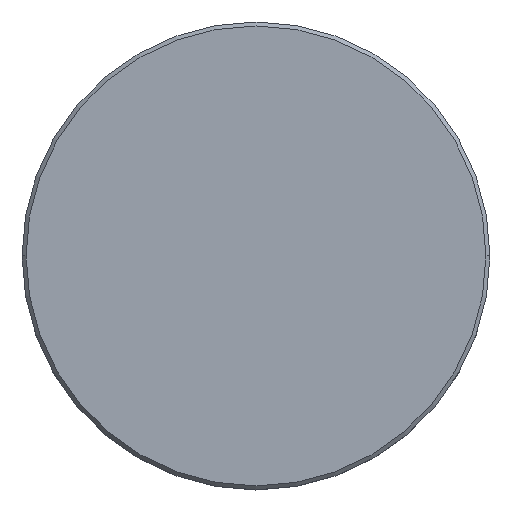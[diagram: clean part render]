
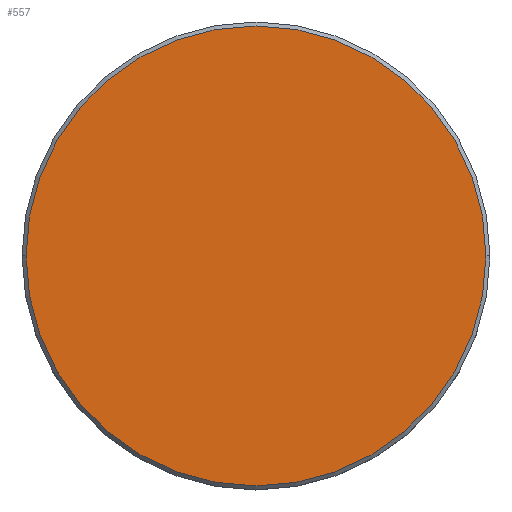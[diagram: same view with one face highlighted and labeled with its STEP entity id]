
A CAD part, top view. The second image highlights one B-rep face of the part: STEP entity #557.
In plain terms, the highlighted planar face has unit normal (0, 0, 1).
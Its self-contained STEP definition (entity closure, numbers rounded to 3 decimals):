
#133 = DIRECTION ( 'NONE',  ( 0., 0., 1. ) ) ;
#145 = AXIS2_PLACEMENT_3D ( 'NONE', #954, #133, #494 ) ;
#239 = VERTEX_POINT ( 'NONE', #1018 ) ;
#251 = CARTESIAN_POINT ( 'NONE',  ( 0., 0., 0. ) ) ;
#306 = ORIENTED_EDGE ( 'NONE', *, *, #449, .T. ) ;
#425 = DIRECTION ( 'NONE',  ( 1., 0., 0. ) ) ;
#449 = EDGE_CURVE ( 'NONE', #239, #571, #1032, .T. ) ;
#460 = AXIS2_PLACEMENT_3D ( 'NONE', #791, #986, #425 ) ;
#494 = DIRECTION ( 'NONE',  ( 1., 0., 0. ) ) ;
#553 = DIRECTION ( 'NONE',  ( 1., 0., 0. ) ) ;
#557 = ADVANCED_FACE ( 'NONE', ( #902 ), #612, .T. ) ;
#571 = VERTEX_POINT ( 'NONE', #1103 ) ;
#580 = EDGE_CURVE ( 'NONE', #571, #239, #859, .T. ) ;
#605 = DIRECTION ( 'NONE',  ( 0., 0., 1. ) ) ;
#612 = PLANE ( 'NONE',  #460 ) ;
#791 = CARTESIAN_POINT ( 'NONE',  ( 0., 0., 0. ) ) ;
#859 = CIRCLE ( 'NONE', #1182, 29. ) ;
#902 = FACE_OUTER_BOUND ( 'NONE', #935, .T. ) ;
#935 = EDGE_LOOP ( 'NONE', ( #1055, #306 ) ) ;
#954 = CARTESIAN_POINT ( 'NONE',  ( 0., 0., 0. ) ) ;
#986 = DIRECTION ( 'NONE',  ( 0., 0., 1. ) ) ;
#1018 = CARTESIAN_POINT ( 'NONE',  ( 29., 0., 0. ) ) ;
#1032 = CIRCLE ( 'NONE', #145, 29. ) ;
#1055 = ORIENTED_EDGE ( 'NONE', *, *, #580, .T. ) ;
#1103 = CARTESIAN_POINT ( 'NONE',  ( -29., 0., 0. ) ) ;
#1182 = AXIS2_PLACEMENT_3D ( 'NONE', #251, #605, #553 ) ;
